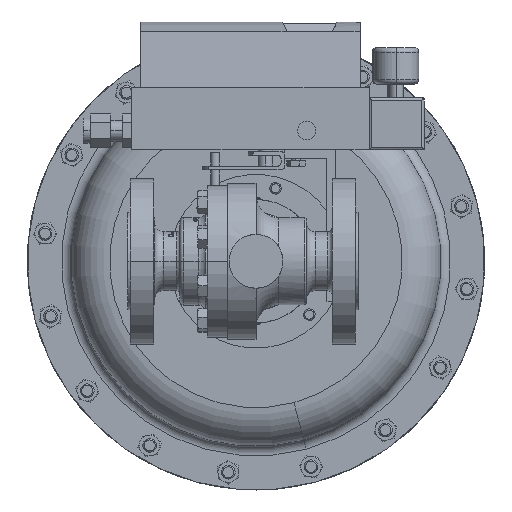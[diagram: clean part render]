
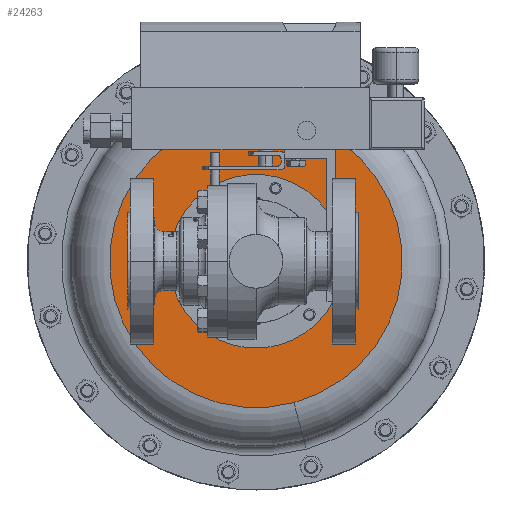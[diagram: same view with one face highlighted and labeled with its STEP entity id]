
A CAD part, front view. The second image highlights one B-rep face of the part: STEP entity #24263.
In plain terms, the highlighted planar face has unit normal (0, -1, 0).
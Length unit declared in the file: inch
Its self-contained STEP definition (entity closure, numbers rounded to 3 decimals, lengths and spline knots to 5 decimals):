
#711 = EDGE_CURVE ( 'NONE', #30436, #55245, #35715, .T. ) ;
#3437 = AXIS2_PLACEMENT_3D ( 'NONE', #47899, #47949, #47958 ) ;
#7067 = DIRECTION ( 'NONE',  ( 0., 1., 0. ) ) ;
#7886 = FACE_OUTER_BOUND ( 'NONE', #42942, .T. ) ;
#8050 = DIRECTION ( 'NONE',  ( 0., 1., 0. ) ) ;
#9726 = ORIENTED_EDGE ( 'NONE', *, *, #711, .T. ) ;
#10585 = VERTEX_POINT ( 'NONE', #17503 ) ;
#13607 = CIRCLE ( 'NONE', #24622, 4. ) ;
#13927 = CARTESIAN_POINT ( 'NONE',  ( -3.8637, 8.2025, -1.03528 ) ) ;
#14076 = ORIENTED_EDGE ( 'NONE', *, *, #14834, .T. ) ;
#14340 = DIRECTION ( 'NONE',  ( 0., 1., 0. ) ) ;
#14466 = AXIS2_PLACEMENT_3D ( 'NONE', #13927, #22727, #53260 ) ;
#14834 = EDGE_CURVE ( 'NONE', #55245, #30436, #43338, .T. ) ;
#15032 = DIRECTION ( 'NONE',  ( -0.707, 0., -0.707 ) ) ;
#15177 = CARTESIAN_POINT ( 'NONE',  ( 0., 8.2025, 0. ) ) ;
#17503 = CARTESIAN_POINT ( 'NONE',  ( -1.03528, 8.2025, 3.8637 ) ) ;
#19266 = CARTESIAN_POINT ( 'NONE',  ( -1.67938, 8.2025, -1.67938 ) ) ;
#19607 = EDGE_CURVE ( 'NONE', #23493, #10585, #13607, .T. ) ;
#19629 = FACE_BOUND ( 'NONE', #47517, .T. ) ;
#22533 = PLANE ( 'NONE',  #14466 ) ;
#22727 = DIRECTION ( 'NONE',  ( 0., -1., 0. ) ) ;
#23493 = VERTEX_POINT ( 'NONE', #41033 ) ;
#24263 = ADVANCED_FACE ( 'NONE', ( #7886, #19629 ), #22533, .T. ) ;
#24622 = AXIS2_PLACEMENT_3D ( 'NONE', #34373, #8050, #38819 ) ;
#28538 = ORIENTED_EDGE ( 'NONE', *, *, #56890, .F. ) ;
#30436 = VERTEX_POINT ( 'NONE', #19266 ) ;
#30617 = ORIENTED_EDGE ( 'NONE', *, *, #19607, .F. ) ;
#33425 = CARTESIAN_POINT ( 'NONE',  ( 0., 8.2025, 0. ) ) ;
#34373 = CARTESIAN_POINT ( 'NONE',  ( 0., 8.2025, 0. ) ) ;
#35715 = CIRCLE ( 'NONE', #49341, 2.375 ) ;
#37813 = DIRECTION ( 'NONE',  ( 0.259, 0., -0.966 ) ) ;
#38819 = DIRECTION ( 'NONE',  ( 0.259, 0., -0.966 ) ) ;
#41033 = CARTESIAN_POINT ( 'NONE',  ( 1.03528, 8.2025, -3.8637 ) ) ;
#42367 = CIRCLE ( 'NONE', #44895, 4. ) ;
#42942 = EDGE_LOOP ( 'NONE', ( #30617, #28538 ) ) ;
#43338 = CIRCLE ( 'NONE', #3437, 2.375 ) ;
#44895 = AXIS2_PLACEMENT_3D ( 'NONE', #33425, #7067, #37813 ) ;
#47517 = EDGE_LOOP ( 'NONE', ( #14076, #9726 ) ) ;
#47899 = CARTESIAN_POINT ( 'NONE',  ( 0., 8.2025, 0. ) ) ;
#47949 = DIRECTION ( 'NONE',  ( 0., 1., 0. ) ) ;
#47958 = DIRECTION ( 'NONE',  ( -0.707, 0., -0.707 ) ) ;
#49341 = AXIS2_PLACEMENT_3D ( 'NONE', #15177, #14340, #15032 ) ;
#51849 = CARTESIAN_POINT ( 'NONE',  ( 1.67938, 8.2025, 1.67938 ) ) ;
#53260 = DIRECTION ( 'NONE',  ( -0.259, 0., 0.966 ) ) ;
#55245 = VERTEX_POINT ( 'NONE', #51849 ) ;
#56890 = EDGE_CURVE ( 'NONE', #10585, #23493, #42367, .T. ) ;
